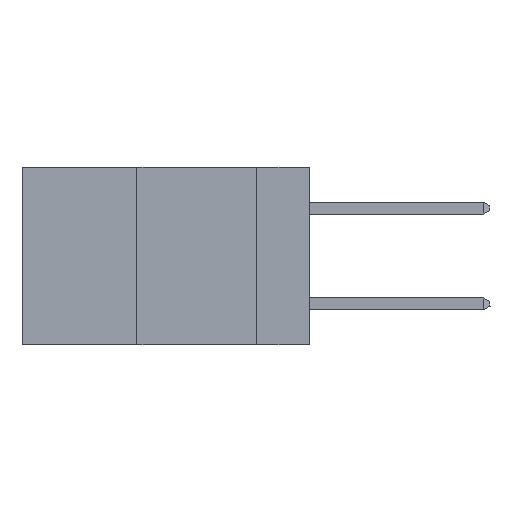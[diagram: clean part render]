
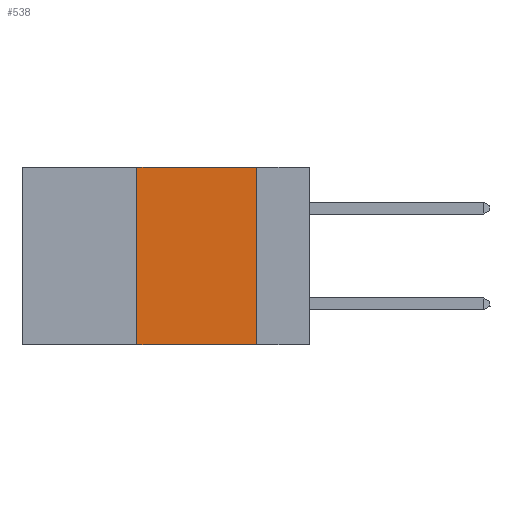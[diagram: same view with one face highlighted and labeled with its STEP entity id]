
A CAD part, left-side view. The second image highlights one B-rep face of the part: STEP entity #538.
In plain terms, the highlighted planar face has unit normal (-1, 0, 0).
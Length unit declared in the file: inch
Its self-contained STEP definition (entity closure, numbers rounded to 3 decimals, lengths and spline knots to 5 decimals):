
#405 = ORIENTED_EDGE ( 'NONE', *, *, #5753, .F. ) ;
#538 = ADVANCED_FACE ( 'NONE', ( #7995 ), #10130, .F. ) ;
#1735 = VERTEX_POINT ( 'NONE', #5691 ) ;
#1769 = CARTESIAN_POINT ( 'NONE',  ( 0., 0.36, 0. ) ) ;
#2131 = VECTOR ( 'NONE', #9970, 39.37008 ) ;
#2150 = CARTESIAN_POINT ( 'NONE',  ( 0., 0.11, 0. ) ) ;
#2210 = DIRECTION ( 'NONE',  ( 0., 0., -1. ) ) ;
#2650 = LINE ( 'NONE', #1769, #9777 ) ;
#2829 = DIRECTION ( 'NONE',  ( 0., 0., 1. ) ) ;
#2843 = CARTESIAN_POINT ( 'NONE',  ( 0., 0.6, 0. ) ) ;
#3201 = CARTESIAN_POINT ( 'NONE',  ( 0., 0.36, -0.37 ) ) ;
#3481 = EDGE_CURVE ( 'NONE', #10781, #11259, #7216, .T. ) ;
#3790 = CARTESIAN_POINT ( 'NONE',  ( 0., 0.11, -0.37 ) ) ;
#3887 = DIRECTION ( 'NONE',  ( 0., -1., 0. ) ) ;
#4859 = LINE ( 'NONE', #11668, #2131 ) ;
#5691 = CARTESIAN_POINT ( 'NONE',  ( 0., 0.36, 0. ) ) ;
#5753 = EDGE_CURVE ( 'NONE', #1735, #10781, #8961, .T. ) ;
#6582 = VERTEX_POINT ( 'NONE', #3201 ) ;
#6924 = DIRECTION ( 'NONE',  ( 0., 0., -1. ) ) ;
#7216 = LINE ( 'NONE', #7286, #9539 ) ;
#7286 = CARTESIAN_POINT ( 'NONE',  ( 0., 0.11, 0. ) ) ;
#7548 = ORIENTED_EDGE ( 'NONE', *, *, #10155, .T. ) ;
#7995 = FACE_OUTER_BOUND ( 'NONE', #9431, .T. ) ;
#8030 = ORIENTED_EDGE ( 'NONE', *, *, #8689, .F. ) ;
#8689 = EDGE_CURVE ( 'NONE', #6582, #1735, #2650, .T. ) ;
#8961 = LINE ( 'NONE', #2843, #11006 ) ;
#9251 = AXIS2_PLACEMENT_3D ( 'NONE', #10183, #10219, #2210 ) ;
#9431 = EDGE_LOOP ( 'NONE', ( #10602, #405, #8030, #7548 ) ) ;
#9539 = VECTOR ( 'NONE', #6924, 39.37008 ) ;
#9777 = VECTOR ( 'NONE', #2829, 39.37008 ) ;
#9970 = DIRECTION ( 'NONE',  ( 0., -1., 0. ) ) ;
#10130 = PLANE ( 'NONE',  #9251 ) ;
#10155 = EDGE_CURVE ( 'NONE', #6582, #11259, #4859, .T. ) ;
#10183 = CARTESIAN_POINT ( 'NONE',  ( 0., 0.6, 0. ) ) ;
#10219 = DIRECTION ( 'NONE',  ( 1., 0., 0. ) ) ;
#10602 = ORIENTED_EDGE ( 'NONE', *, *, #3481, .F. ) ;
#10781 = VERTEX_POINT ( 'NONE', #2150 ) ;
#11006 = VECTOR ( 'NONE', #3887, 39.37008 ) ;
#11259 = VERTEX_POINT ( 'NONE', #3790 ) ;
#11668 = CARTESIAN_POINT ( 'NONE',  ( 0., 0.6, -0.37 ) ) ;
